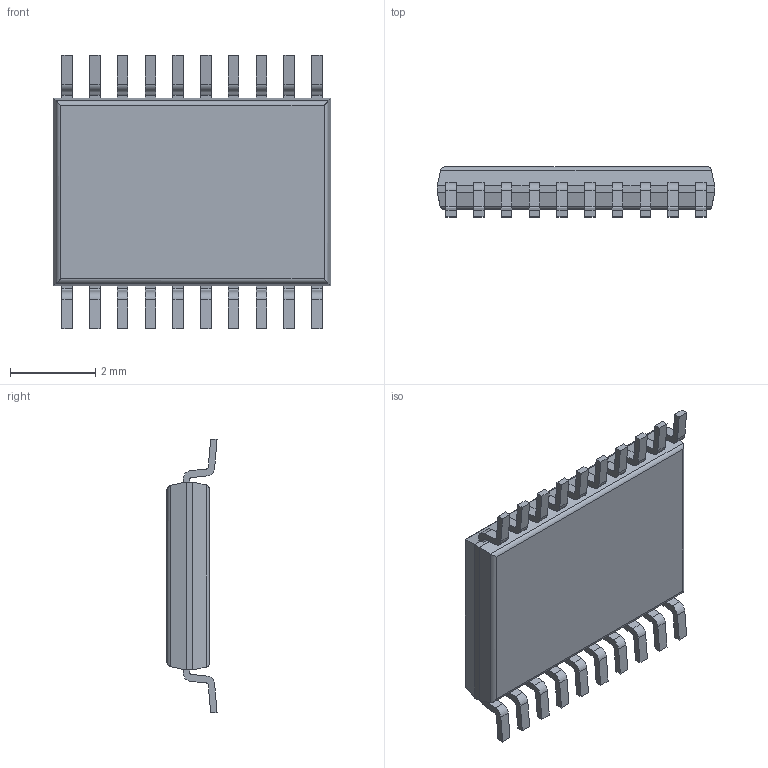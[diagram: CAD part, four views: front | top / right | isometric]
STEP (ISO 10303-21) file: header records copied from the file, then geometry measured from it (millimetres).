
FILE_DESCRIPTION(('STEP AP242'),'1');
FILE_NAME('txb0108pwr.stp','2021-05-05T09:37:47',('TraceParts'),('TraceParts S.A.'),'Spatial InterOp 3D',' ',' ');
FILE_SCHEMA(('AP242_MANAGED_MODEL_BASED_3D_ENGINEERING_MIM_LF {1 0 10303 442 1 1 4}'));
Length unit declared in the file: millimetre
Products named in the file (1): txb0108pwr
Bounding box: 6.5 x 1.18 x 6.4 mm (x, y, z)
Volume: 28.8 mm3; surface area: 97.4 mm2
Topology: 1 solids, 1 shells, 285 faces, 830 edges, 548 vertices
Faces by surface type: plane 195, cylinder 90
Entity records: 11757 total; most frequent: CARTESIAN_POINT 1781, ORIENTED_EDGE 1660, DIRECTION 1558, EDGE_CURVE 830, LINE 658, VECTOR 658, VERTEX_POINT 548, AXIS2_PLACEMENT_3D 450
